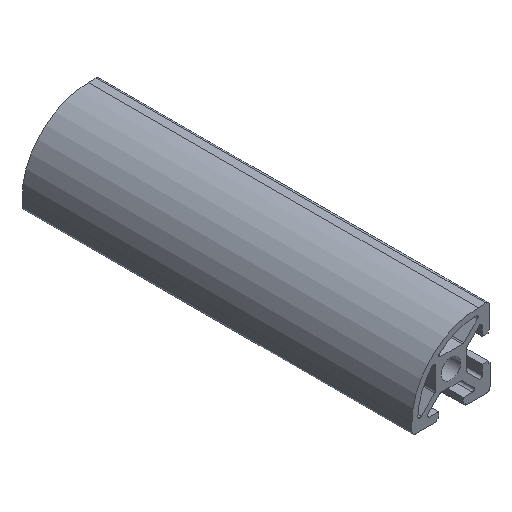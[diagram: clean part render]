
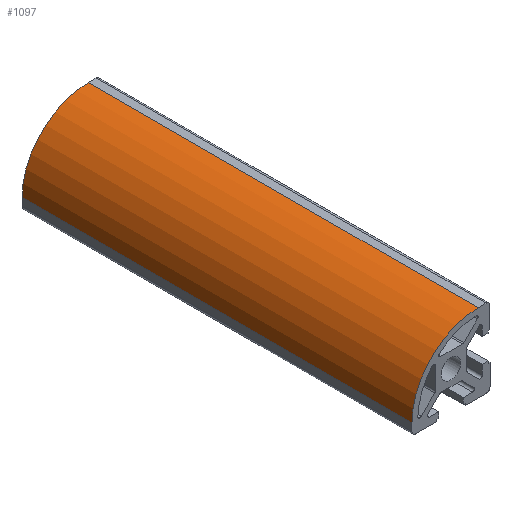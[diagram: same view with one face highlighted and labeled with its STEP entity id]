
A CAD part, isometric view. The second image highlights one B-rep face of the part: STEP entity #1097.
In plain terms, the highlighted cylindrical face has radius 17 mm (diameter 34 mm), a partial arc.
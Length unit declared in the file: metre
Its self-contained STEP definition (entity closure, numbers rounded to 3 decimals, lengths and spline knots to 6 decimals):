
#51=CIRCLE('',#1206,0.017);
#52=CIRCLE('',#1207,0.017);
#78=CYLINDRICAL_SURFACE('',#1205,0.017);
#130=FACE_OUTER_BOUND('',#185,.T.);
#185=EDGE_LOOP('',(#883,#884,#885,#886));
#311=LINE('',#1827,#428);
#312=LINE('',#1833,#429);
#428=VECTOR('',#1491,0.1);
#429=VECTOR('',#1498,0.1);
#532=VERTEX_POINT('',#1823);
#533=VERTEX_POINT('',#1825);
#534=VERTEX_POINT('',#1829);
#535=VERTEX_POINT('',#1831);
#681=EDGE_CURVE('',#533,#532,#311,.T.);
#682=EDGE_CURVE('',#534,#532,#51,.T.);
#683=EDGE_CURVE('',#535,#533,#52,.T.);
#684=EDGE_CURVE('',#535,#534,#312,.T.);
#883=ORIENTED_EDGE('',*,*,#682,.T.);
#884=ORIENTED_EDGE('',*,*,#681,.F.);
#885=ORIENTED_EDGE('',*,*,#683,.F.);
#886=ORIENTED_EDGE('',*,*,#684,.T.);
#1097=ADVANCED_FACE('',(#130),#78,.T.);
#1205=AXIS2_PLACEMENT_3D('',#1828,#1492,#1493);
#1206=AXIS2_PLACEMENT_3D('',#1830,#1494,#1495);
#1207=AXIS2_PLACEMENT_3D('',#1832,#1496,#1497);
#1491=DIRECTION('',(0.,1.,0.));
#1492=DIRECTION('center_axis',(0.,1.,0.));
#1493=DIRECTION('ref_axis',(-1.,0.,0.));
#1494=DIRECTION('center_axis',(0.,-1.,0.));
#1495=DIRECTION('ref_axis',(1.,0.,0.));
#1496=DIRECTION('center_axis',(0.,-1.,0.));
#1497=DIRECTION('ref_axis',(1.,0.,0.));
#1498=DIRECTION('',(0.,1.,0.));
#1823=CARTESIAN_POINT('',(-0.01,0.09,0.103));
#1825=CARTESIAN_POINT('',(-0.01,-0.01,0.103));
#1827=CARTESIAN_POINT('',(-0.01,-0.01,0.103));
#1828=CARTESIAN_POINT('Origin',(0.007,-0.01,
0.103));
#1829=CARTESIAN_POINT('',(0.007,0.09,0.12));
#1830=CARTESIAN_POINT('Origin',(0.007,0.09,
0.103));
#1831=CARTESIAN_POINT('',(0.007,-0.01,0.12));
#1832=CARTESIAN_POINT('Origin',(0.007,-0.01,
0.103));
#1833=CARTESIAN_POINT('',(0.007,-0.01,0.12));
